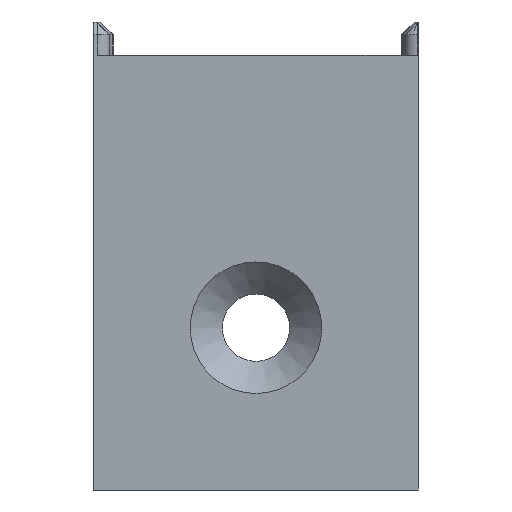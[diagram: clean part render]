
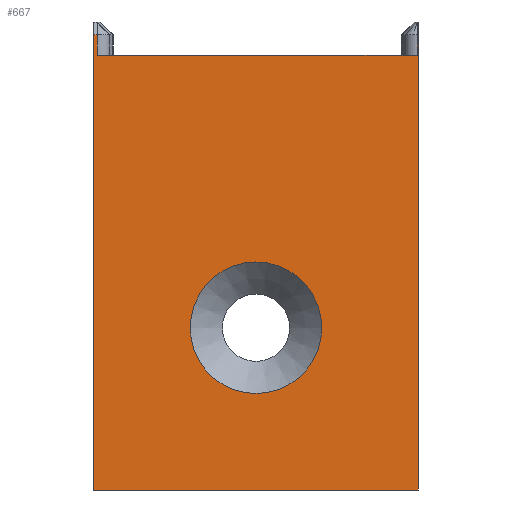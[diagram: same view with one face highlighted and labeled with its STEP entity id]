
A CAD part, front view. The second image highlights one B-rep face of the part: STEP entity #667.
In plain terms, the highlighted planar face has unit normal (0, -1, 0).
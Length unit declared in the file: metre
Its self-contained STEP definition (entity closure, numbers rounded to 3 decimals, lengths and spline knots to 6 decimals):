
#56=CIRCLE('',#727,0.002045);
#164=ORIENTED_EDGE('',*,*,#296,.T.);
#165=ORIENTED_EDGE('',*,*,#315,.T.);
#166=ORIENTED_EDGE('',*,*,#316,.T.);
#167=ORIENTED_EDGE('',*,*,#317,.F.);
#168=ORIENTED_EDGE('',*,*,#295,.F.);
#169=ORIENTED_EDGE('',*,*,#318,.F.);
#170=ORIENTED_EDGE('',*,*,#292,.F.);
#171=ORIENTED_EDGE('',*,*,#319,.F.);
#172=ORIENTED_EDGE('',*,*,#320,.F.);
#292=EDGE_CURVE('',#368,#373,#431,.T.);
#295=EDGE_CURVE('',#374,#367,#432,.T.);
#296=EDGE_CURVE('',#375,#375,#56,.F.);
#315=EDGE_CURVE('',#388,#389,#444,.T.);
#316=EDGE_CURVE('',#389,#390,#445,.T.);
#317=EDGE_CURVE('',#367,#390,#446,.T.);
#318=EDGE_CURVE('',#373,#374,#447,.T.);
#319=EDGE_CURVE('',#391,#368,#448,.T.);
#320=EDGE_CURVE('',#388,#391,#449,.T.);
#367=VERTEX_POINT('',#1013);
#368=VERTEX_POINT('',#1017);
#373=VERTEX_POINT('',#1037);
#374=VERTEX_POINT('',#1041);
#375=VERTEX_POINT('',#1045);
#388=VERTEX_POINT('',#1094);
#389=VERTEX_POINT('',#1095);
#390=VERTEX_POINT('',#1097);
#391=VERTEX_POINT('',#1101);
#431=LINE('',#1036,#492);
#432=LINE('',#1042,#493);
#444=LINE('',#1093,#505);
#445=LINE('',#1096,#506);
#446=LINE('',#1098,#507);
#447=LINE('',#1099,#508);
#448=LINE('',#1100,#509);
#449=LINE('',#1102,#510);
#492=VECTOR('',#846,1.);
#493=VECTOR('',#853,1.);
#505=VECTOR('',#893,1.);
#506=VECTOR('',#894,1.);
#507=VECTOR('',#895,1.);
#508=VECTOR('',#896,1.);
#509=VECTOR('',#897,1.);
#510=VECTOR('',#898,1.);
#557=EDGE_LOOP('',(#164));
#558=EDGE_LOOP('',(#165,#166,#167,#168,#169,#170,#171,#172));
#605=FACE_BOUND('',#557,.T.);
#606=FACE_BOUND('',#558,.T.);
#631=PLANE('',#739);
#667=ADVANCED_FACE('',(#605,#606),#631,.T.);
#727=AXIS2_PLACEMENT_3D('',#1044,#856,#857);
#739=AXIS2_PLACEMENT_3D('',#1092,#891,#892);
#846=DIRECTION('',(0.,0.,-1.));
#853=DIRECTION('',(0.,0.,1.));
#856=DIRECTION('',(0.,-1.,0.));
#857=DIRECTION('',(1.,0.,0.));
#891=DIRECTION('',(0.,-1.,0.));
#892=DIRECTION('',(-1.,0.,0.));
#893=DIRECTION('',(1.,0.,0.));
#894=DIRECTION('',(0.,0.,1.));
#895=DIRECTION('',(1.,0.,0.));
#896=DIRECTION('',(1.,0.,0.));
#897=DIRECTION('',(1.,0.,0.));
#898=DIRECTION('',(0.,0.,1.));
#1013=CARTESIAN_POINT('',(-0.519975,0.154965,0.03503));
#1017=CARTESIAN_POINT('',(-0.529913,0.154965,0.03503));
#1036=CARTESIAN_POINT('',(-0.529913,0.154965,0.020415));
#1037=CARTESIAN_POINT('',(-0.529913,0.154965,0.0344));
#1041=CARTESIAN_POINT('',(-0.519975,0.154965,0.0344));
#1042=CARTESIAN_POINT('',(-0.519975,0.154965,0.020415));
#1044=CARTESIAN_POINT('',(-0.524984,0.154965,0.025923));
#1045=CARTESIAN_POINT('',(-0.522939,0.154965,0.025923));
#1092=CARTESIAN_POINT('',(-0.511484,0.154965,0.0032));
#1093=CARTESIAN_POINT('',(-0.511484,0.154965,0.020878));
#1094=CARTESIAN_POINT('',(-0.530029,0.154965,0.020878));
#1095=CARTESIAN_POINT('',(-0.519939,0.154965,0.020878));
#1096=CARTESIAN_POINT('',(-0.519939,0.154965,0.0032));
#1097=CARTESIAN_POINT('',(-0.519939,0.154965,0.03503));
#1098=CARTESIAN_POINT('',(-0.518484,0.154965,0.03503));
#1099=CARTESIAN_POINT('',(-0.527906,0.154965,0.0344));
#1100=CARTESIAN_POINT('',(-0.518484,0.154965,0.03503));
#1101=CARTESIAN_POINT('',(-0.530029,0.154965,0.03503));
#1102=CARTESIAN_POINT('',(-0.530029,0.154965,0.0032));
